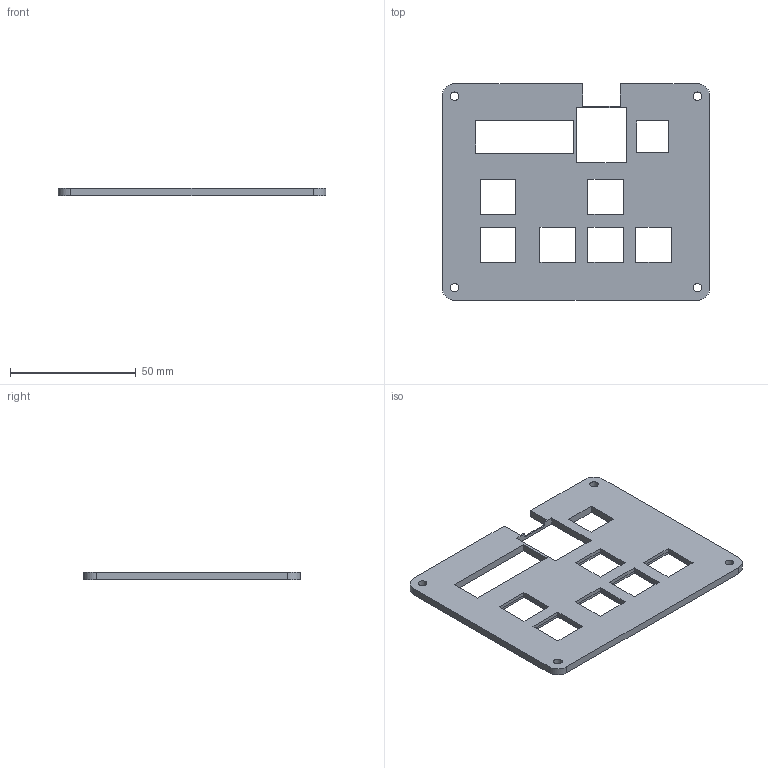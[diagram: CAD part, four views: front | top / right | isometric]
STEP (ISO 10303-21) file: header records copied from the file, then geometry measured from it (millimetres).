
FILE_DESCRIPTION(/* description */ (''),/* implementation_level */ '2;1');
FILE_NAME(/* name */ 'middle.step',/* time_stamp */ '2026-02-10T14:39:34+01:00',/* author */ (''),/* organization */ (''),/* preprocessor_version */ 'ST-DEVELOPER v20.1',/* originating_system */ 'Autodesk Translation Framework v14.24.0.0',/* authorisation */ '');
FILE_SCHEMA (('AUTOMOTIVE_DESIGN { 1 0 10303 214 3 1 1 }'));
Length unit declared in the file: millimetre
Products named in the file (1): mid plate
Bounding box: 106.36 x 86.04 x 3 mm (x, y, z)
Volume: 19770.1 mm3; surface area: 16393.9 mm2
Topology: 1 solids, 1 shells, 89 faces, 246 edges, 164 vertices
Faces by surface type: plane 79, cylinder 10
Full cylindrical faces by diameter (mm): 3.4 x4
Entity records: 2885 total; most frequent: CARTESIAN_POINT 500, ORIENTED_EDGE 492, DIRECTION 446, EDGE_CURVE 246, LINE 226, VECTOR 226, VERTEX_POINT 164, EDGE_LOOP 120
